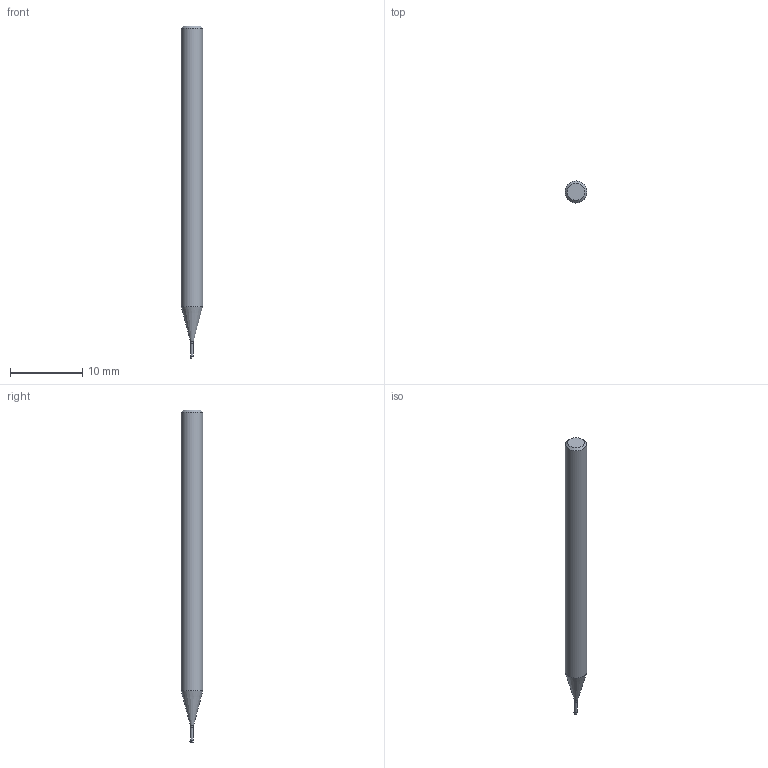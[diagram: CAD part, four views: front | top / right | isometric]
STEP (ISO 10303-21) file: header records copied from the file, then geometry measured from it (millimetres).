
FILE_DESCRIPTION (( 'STEP AP203' ), '1' );
FILE_NAME ('969089.step', '2021-12-03T09:21:34', ( '' ), ( '' ), 'SwSTEP 2.0', 'SolidWorks 2019', '' );
FILE_SCHEMA (( 'CONFIG_CONTROL_DESIGN' ));
Length unit declared in the file: millimetre
Products named in the file (1): 969089
Bounding box: 3 x 3 x 46 mm (x, y, z)
Volume: 288 mm3; surface area: 401.5 mm2
Topology: 2 solids, 2 shells, 15 faces, 27 edges, 16 vertices
Faces by surface type: plane 6, cylinder 4, cone 4, torus 1
Full cylindrical faces by diameter (mm): 0.36 x1, 3 x1
Entity records: 421 total; most frequent: DIRECTION 64, CARTESIAN_POINT 64, ORIENTED_EDGE 44, AXIS2_PLACEMENT_3D 28, EDGE_CURVE 22, EDGE_LOOP 20, FACE_OUTER_BOUND 18, VERTEX_POINT 16
